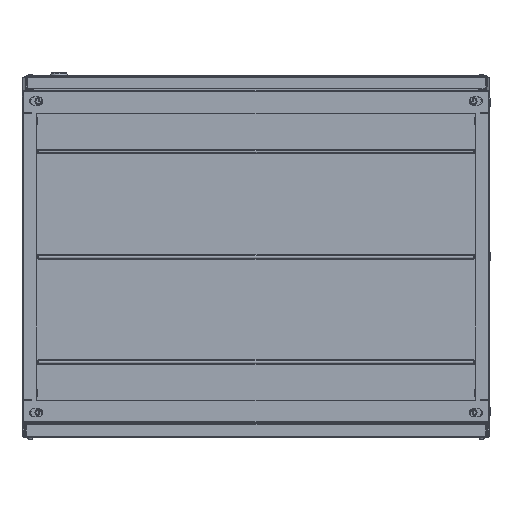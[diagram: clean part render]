
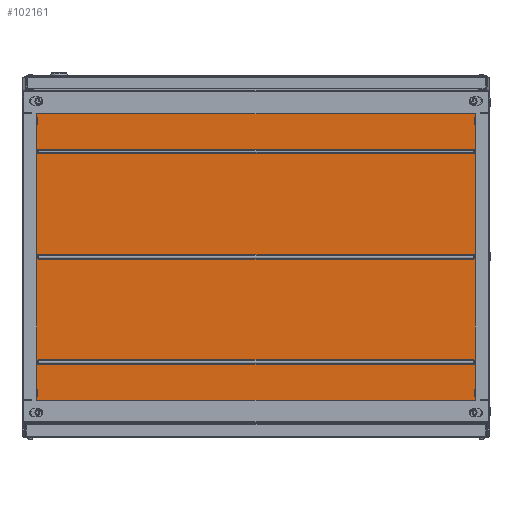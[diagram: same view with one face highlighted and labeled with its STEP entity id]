
A CAD part, front view. The second image highlights one B-rep face of the part: STEP entity #102161.
In plain terms, the highlighted planar face has unit normal (0, -1, 0).
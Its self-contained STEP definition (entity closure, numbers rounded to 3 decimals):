
#1447 = EDGE_CURVE ( 'NONE', #9140, #139524, #167782, .T. ) ;
#1477 = LINE ( 'NONE', #66393, #64045 ) ;
#1750 = CARTESIAN_POINT ( 'NONE',  ( -371.4, 2000., 180. ) ) ;
#2455 = LINE ( 'NONE', #29954, #147545 ) ;
#3150 = EDGE_LOOP ( 'NONE', ( #34700, #78427, #27644, #26074 ) ) ;
#3393 = VERTEX_POINT ( 'NONE', #169806 ) ;
#4222 = EDGE_LOOP ( 'NONE', ( #36847, #140977, #151267, #46698 ) ) ;
#4654 = EDGE_CURVE ( 'NONE', #7135, #136225, #12447, .T. ) ;
#6670 = FACE_BOUND ( 'NONE', #4222, .T. ) ;
#6714 = VERTEX_POINT ( 'NONE', #121988 ) ;
#7135 = VERTEX_POINT ( 'NONE', #75023 ) ;
#7900 = CARTESIAN_POINT ( 'NONE',  ( 400., 2000., 285. ) ) ;
#9140 = VERTEX_POINT ( 'NONE', #139157 ) ;
#10143 = DIRECTION ( 'NONE',  ( -1., 0., 0. ) ) ;
#10774 = DIRECTION ( 'NONE',  ( 1., 0., 0. ) ) ;
#12447 = LINE ( 'NONE', #181967, #141825 ) ;
#12678 = CARTESIAN_POINT ( 'NONE',  ( -371.4, 2000., 184. ) ) ;
#14754 = EDGE_CURVE ( 'NONE', #166078, #33157, #140993, .T. ) ;
#17741 = LINE ( 'NONE', #12678, #62378 ) ;
#18294 = AXIS2_PLACEMENT_3D ( 'NONE', #1750, #88518, #173040 ) ;
#18887 = EDGE_CURVE ( 'NONE', #97470, #6714, #63833, .T. ) ;
#19160 = DIRECTION ( 'NONE',  ( -1., 0., 0. ) ) ;
#19418 = VECTOR ( 'NONE', #10774, 1000. ) ;
#21407 = CARTESIAN_POINT ( 'NONE',  ( -371.4, 2000., -4. ) ) ;
#22090 = PLANE ( 'NONE',  #134103 ) ;
#23922 = CARTESIAN_POINT ( 'NONE',  ( 400., 2000., 285. ) ) ;
#24807 = CARTESIAN_POINT ( 'NONE',  ( 371.4, 2000., 180. ) ) ;
#25105 = DIRECTION ( 'NONE',  ( 0., 0., 1. ) ) ;
#26074 = ORIENTED_EDGE ( 'NONE', *, *, #140731, .T. ) ;
#27644 = ORIENTED_EDGE ( 'NONE', *, *, #18887, .T. ) ;
#28262 = AXIS2_PLACEMENT_3D ( 'NONE', #171815, #115331, #142098 ) ;
#29954 = CARTESIAN_POINT ( 'NONE',  ( -371.4, 2000., -176. ) ) ;
#31158 = CARTESIAN_POINT ( 'NONE',  ( 371.4, 2000., 176. ) ) ;
#32415 = EDGE_CURVE ( 'NONE', #150043, #59538, #56895, .T. ) ;
#32974 = DIRECTION ( 'NONE',  ( 0., 1., 0. ) ) ;
#33157 = VERTEX_POINT ( 'NONE', #166575 ) ;
#34700 = ORIENTED_EDGE ( 'NONE', *, *, #14754, .T. ) ;
#36116 = EDGE_LOOP ( 'NONE', ( #114557, #79402, #51099, #177920 ) ) ;
#36847 = ORIENTED_EDGE ( 'NONE', *, *, #32415, .T. ) ;
#39160 = DIRECTION ( 'NONE',  ( 0., 1., 0. ) ) ;
#39583 = DIRECTION ( 'NONE',  ( -1., 0., 0. ) ) ;
#40389 = VERTEX_POINT ( 'NONE', #113454 ) ;
#42936 = AXIS2_PLACEMENT_3D ( 'NONE', #24807, #39160, #69059 ) ;
#44310 = LINE ( 'NONE', #130946, #73279 ) ;
#45768 = EDGE_CURVE ( 'NONE', #3393, #105097, #96846, .T. ) ;
#46382 = CARTESIAN_POINT ( 'NONE',  ( 371.4, 2000., 4. ) ) ;
#46698 = ORIENTED_EDGE ( 'NONE', *, *, #115496, .T. ) ;
#48473 = LINE ( 'NONE', #52671, #19418 ) ;
#49063 = EDGE_CURVE ( 'NONE', #139524, #136225, #44310, .T. ) ;
#51099 = ORIENTED_EDGE ( 'NONE', *, *, #1447, .T. ) ;
#52671 = CARTESIAN_POINT ( 'NONE',  ( -371.4, 2000., 4. ) ) ;
#53522 = DIRECTION ( 'NONE',  ( 0., 0., -1. ) ) ;
#56082 = CARTESIAN_POINT ( 'NONE',  ( 371.4, 2000., -184. ) ) ;
#56895 = CIRCLE ( 'NONE', #18294, 4. ) ;
#58700 = DIRECTION ( 'NONE',  ( 1., 0., 0. ) ) ;
#59538 = VERTEX_POINT ( 'NONE', #163405 ) ;
#62378 = VECTOR ( 'NONE', #70073, 1000. ) ;
#63833 = CIRCLE ( 'NONE', #28262, 4. ) ;
#64045 = VECTOR ( 'NONE', #10143, 1000. ) ;
#64752 = CARTESIAN_POINT ( 'NONE',  ( 400., 2000., 285. ) ) ;
#66393 = CARTESIAN_POINT ( 'NONE',  ( -371.4, 2000., -184. ) ) ;
#67494 = EDGE_CURVE ( 'NONE', #40389, #119270, #150168, .T. ) ;
#69059 = DIRECTION ( 'NONE',  ( 0., 0., -1. ) ) ;
#70073 = DIRECTION ( 'NONE',  ( 1., 0., 0. ) ) ;
#71409 = LINE ( 'NONE', #167199, #156086 ) ;
#73279 = VECTOR ( 'NONE', #87991, 1000. ) ;
#75023 = CARTESIAN_POINT ( 'NONE',  ( -400., 2000., -285. ) ) ;
#75413 = DIRECTION ( 'NONE',  ( 0., 0., -1. ) ) ;
#75982 = LINE ( 'NONE', #104692, #178438 ) ;
#78427 = ORIENTED_EDGE ( 'NONE', *, *, #78526, .T. ) ;
#78496 = EDGE_CURVE ( 'NONE', #119270, #160326, #1477, .T. ) ;
#78526 = EDGE_CURVE ( 'NONE', #33157, #97470, #48473, .T. ) ;
#79402 = ORIENTED_EDGE ( 'NONE', *, *, #118981, .F. ) ;
#80119 = DIRECTION ( 'NONE',  ( 0., -1., 0. ) ) ;
#81010 = EDGE_CURVE ( 'NONE', #160326, #86086, #143231, .T. ) ;
#81611 = AXIS2_PLACEMENT_3D ( 'NONE', #133010, #88817, #175788 ) ;
#86086 = VERTEX_POINT ( 'NONE', #165956 ) ;
#86087 = ORIENTED_EDGE ( 'NONE', *, *, #81010, .T. ) ;
#87461 = CARTESIAN_POINT ( 'NONE',  ( 400., 2000., -285. ) ) ;
#87991 = DIRECTION ( 'NONE',  ( -1., 0., 0. ) ) ;
#88518 = DIRECTION ( 'NONE',  ( 0., 1., 0. ) ) ;
#88817 = DIRECTION ( 'NONE',  ( 0., 1., 0. ) ) ;
#91129 = VECTOR ( 'NONE', #132261, 1000. ) ;
#91220 = CARTESIAN_POINT ( 'NONE',  ( -400., 2000., 285. ) ) ;
#92775 = ORIENTED_EDGE ( 'NONE', *, *, #78496, .T. ) ;
#96846 = CIRCLE ( 'NONE', #42936, 4. ) ;
#97437 = EDGE_CURVE ( 'NONE', #59538, #3393, #17741, .T. ) ;
#97470 = VERTEX_POINT ( 'NONE', #46382 ) ;
#98231 = FACE_BOUND ( 'NONE', #140837, .T. ) ;
#102161 = ADVANCED_FACE ( 'NONE', ( #120557, #98231, #6670, #131606 ), #22090, .T. ) ;
#102931 = CARTESIAN_POINT ( 'NONE',  ( 371.4, 2000., -180. ) ) ;
#104692 = CARTESIAN_POINT ( 'NONE',  ( -371.4, 2000., -4. ) ) ;
#105097 = VERTEX_POINT ( 'NONE', #31158 ) ;
#107768 = DIRECTION ( 'NONE',  ( 0., 0., 1. ) ) ;
#113454 = CARTESIAN_POINT ( 'NONE',  ( 371.4, 2000., -176. ) ) ;
#114557 = ORIENTED_EDGE ( 'NONE', *, *, #4654, .F. ) ;
#115331 = DIRECTION ( 'NONE',  ( 0., 1., 0. ) ) ;
#115496 = EDGE_CURVE ( 'NONE', #105097, #150043, #71409, .T. ) ;
#118981 = EDGE_CURVE ( 'NONE', #9140, #7135, #151258, .T. ) ;
#119270 = VERTEX_POINT ( 'NONE', #56082 ) ;
#120557 = FACE_BOUND ( 'NONE', #3150, .T. ) ;
#121988 = CARTESIAN_POINT ( 'NONE',  ( 371.4, 2000., -4. ) ) ;
#122003 = ORIENTED_EDGE ( 'NONE', *, *, #122524, .T. ) ;
#122524 = EDGE_CURVE ( 'NONE', #86086, #40389, #2455, .T. ) ;
#130946 = CARTESIAN_POINT ( 'NONE',  ( 400., 2000., 285. ) ) ;
#131606 = FACE_OUTER_BOUND ( 'NONE', #36116, .T. ) ;
#132261 = DIRECTION ( 'NONE',  ( -1., 0., 0. ) ) ;
#133010 = CARTESIAN_POINT ( 'NONE',  ( -371.4, 2000., 0. ) ) ;
#134103 = AXIS2_PLACEMENT_3D ( 'NONE', #23922, #80119, #163438 ) ;
#136225 = VERTEX_POINT ( 'NONE', #91220 ) ;
#139157 = CARTESIAN_POINT ( 'NONE',  ( 400., 2000., -285. ) ) ;
#139524 = VERTEX_POINT ( 'NONE', #64752 ) ;
#140731 = EDGE_CURVE ( 'NONE', #6714, #166078, #75982, .T. ) ;
#140837 = EDGE_LOOP ( 'NONE', ( #86087, #122003, #163746, #92775 ) ) ;
#140977 = ORIENTED_EDGE ( 'NONE', *, *, #97437, .T. ) ;
#140993 = CIRCLE ( 'NONE', #81611, 4. ) ;
#141825 = VECTOR ( 'NONE', #25105, 1000. ) ;
#142098 = DIRECTION ( 'NONE',  ( 0., 0., -1. ) ) ;
#143231 = CIRCLE ( 'NONE', #182131, 4. ) ;
#146926 = CARTESIAN_POINT ( 'NONE',  ( -371.4, 2000., 176. ) ) ;
#147545 = VECTOR ( 'NONE', #58700, 1000. ) ;
#150043 = VERTEX_POINT ( 'NONE', #146926 ) ;
#150168 = CIRCLE ( 'NONE', #160847, 4. ) ;
#151258 = LINE ( 'NONE', #87461, #91129 ) ;
#151267 = ORIENTED_EDGE ( 'NONE', *, *, #45768, .T. ) ;
#151911 = DIRECTION ( 'NONE',  ( 0., 1., 0. ) ) ;
#153740 = CARTESIAN_POINT ( 'NONE',  ( -371.4, 2000., -180. ) ) ;
#155734 = CARTESIAN_POINT ( 'NONE',  ( -371.4, 2000., -184. ) ) ;
#156086 = VECTOR ( 'NONE', #39583, 1000. ) ;
#160326 = VERTEX_POINT ( 'NONE', #155734 ) ;
#160847 = AXIS2_PLACEMENT_3D ( 'NONE', #102931, #32974, #75413 ) ;
#163405 = CARTESIAN_POINT ( 'NONE',  ( -371.4, 2000., 184. ) ) ;
#163438 = DIRECTION ( 'NONE',  ( 0., 0., -1. ) ) ;
#163746 = ORIENTED_EDGE ( 'NONE', *, *, #67494, .T. ) ;
#165956 = CARTESIAN_POINT ( 'NONE',  ( -371.4, 2000., -176. ) ) ;
#166078 = VERTEX_POINT ( 'NONE', #21407 ) ;
#166575 = CARTESIAN_POINT ( 'NONE',  ( -371.4, 2000., 4. ) ) ;
#167199 = CARTESIAN_POINT ( 'NONE',  ( -371.4, 2000., 176. ) ) ;
#167782 = LINE ( 'NONE', #7900, #181139 ) ;
#169806 = CARTESIAN_POINT ( 'NONE',  ( 371.4, 2000., 184. ) ) ;
#171815 = CARTESIAN_POINT ( 'NONE',  ( 371.4, 2000., 0. ) ) ;
#173040 = DIRECTION ( 'NONE',  ( 0., 0., -1. ) ) ;
#175788 = DIRECTION ( 'NONE',  ( 0., 0., -1. ) ) ;
#177920 = ORIENTED_EDGE ( 'NONE', *, *, #49063, .T. ) ;
#178438 = VECTOR ( 'NONE', #19160, 1000. ) ;
#181139 = VECTOR ( 'NONE', #107768, 1000. ) ;
#181967 = CARTESIAN_POINT ( 'NONE',  ( -400., 2000., 285. ) ) ;
#182131 = AXIS2_PLACEMENT_3D ( 'NONE', #153740, #151911, #53522 ) ;
